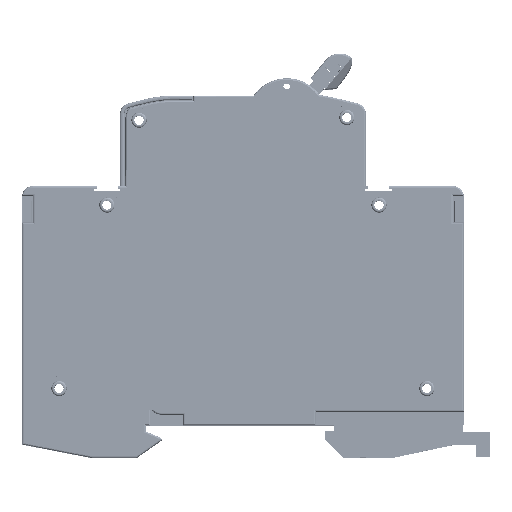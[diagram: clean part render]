
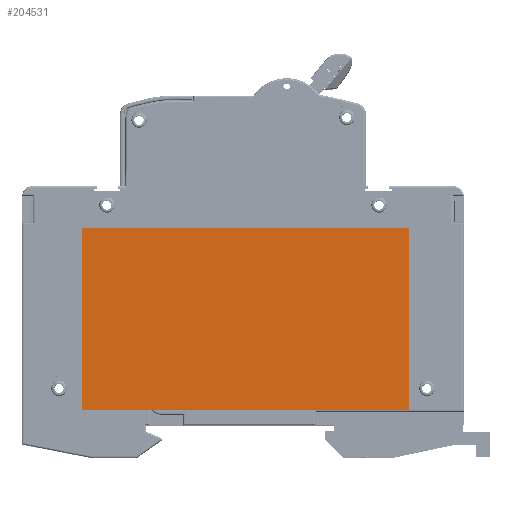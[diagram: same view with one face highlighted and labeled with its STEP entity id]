
A CAD part, top view. The second image highlights one B-rep face of the part: STEP entity #204531.
In plain terms, the highlighted planar face has unit normal (0, 0, 1).
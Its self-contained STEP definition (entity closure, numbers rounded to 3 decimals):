
#18827=FACE_OUTER_BOUND('',#30418,.T.);
#30418=EDGE_LOOP('',(#168319,#168320,#168321,#168322));
#50344=LINE('',#374368,#71647);
#50347=LINE('',#374374,#71650);
#50350=LINE('',#374379,#71653);
#50354=LINE('',#374384,#71657);
#71647=VECTOR('',#260033,10.);
#71650=VECTOR('',#260038,10.);
#71653=VECTOR('',#260043,10.);
#71657=VECTOR('',#260049,10.);
#92167=VERTEX_POINT('',#374365);
#92168=VERTEX_POINT('',#374367);
#92170=VERTEX_POINT('',#374373);
#92171=VERTEX_POINT('',#374378);
#118621=EDGE_CURVE('',#92168,#92167,#50344,.T.);
#118624=EDGE_CURVE('',#92170,#92168,#50347,.T.);
#118627=EDGE_CURVE('',#92171,#92170,#50350,.T.);
#118631=EDGE_CURVE('',#92167,#92171,#50354,.T.);
#168319=ORIENTED_EDGE('',*,*,#118631,.T.);
#168320=ORIENTED_EDGE('',*,*,#118627,.T.);
#168321=ORIENTED_EDGE('',*,*,#118624,.T.);
#168322=ORIENTED_EDGE('',*,*,#118621,.T.);
#194167=PLANE('',#219171);
#204531=ADVANCED_FACE('',(#18827),#194167,.T.);
#219171=AXIS2_PLACEMENT_3D('',#374385,#260050,#260051);
#260033=DIRECTION('',(0.,-1.,0.));
#260038=DIRECTION('',(-1.,0.,0.));
#260043=DIRECTION('',(0.,1.,0.));
#260049=DIRECTION('',(1.,0.,0.));
#260050=DIRECTION('center_axis',(0.,0.,1.));
#260051=DIRECTION('ref_axis',(1.,0.,0.));
#374365=CARTESIAN_POINT('',(-29.55,-16.25,21.801));
#374367=CARTESIAN_POINT('',(-29.55,17.25,21.801));
#374368=CARTESIAN_POINT('',(-29.55,17.25,21.801));
#374373=CARTESIAN_POINT('',(30.45,17.25,21.801));
#374374=CARTESIAN_POINT('',(30.45,17.25,21.801));
#374378=CARTESIAN_POINT('',(30.45,-16.25,21.801));
#374379=CARTESIAN_POINT('',(30.45,-16.25,21.801));
#374384=CARTESIAN_POINT('',(-29.55,-16.25,21.801));
#374385=CARTESIAN_POINT('Origin',(0.45,0.5,21.801));
